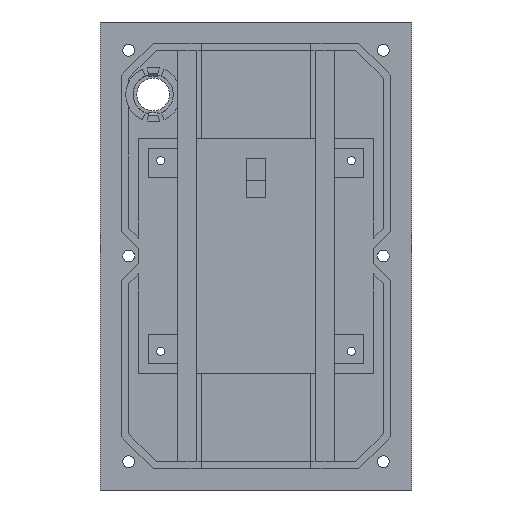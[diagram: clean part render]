
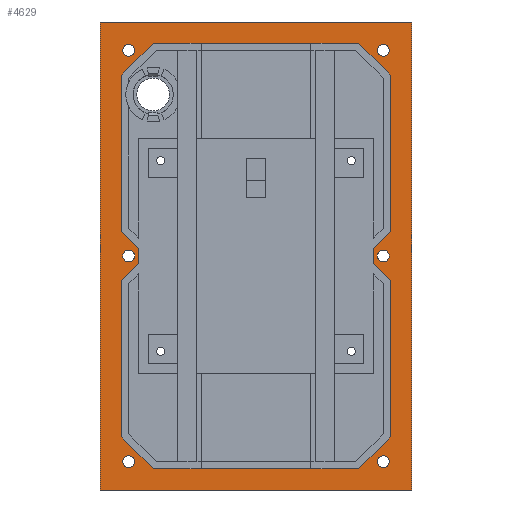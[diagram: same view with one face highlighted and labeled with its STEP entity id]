
A CAD part, front view. The second image highlights one B-rep face of the part: STEP entity #4629.
In plain terms, the highlighted planar face has unit normal (0, -1, 0).
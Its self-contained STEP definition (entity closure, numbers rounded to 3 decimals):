
#188=FACE_BOUND('',#1869,.T.);
#189=FACE_BOUND('',#1870,.T.);
#190=FACE_BOUND('',#1871,.T.);
#191=FACE_BOUND('',#1872,.T.);
#192=FACE_BOUND('',#1873,.T.);
#193=FACE_BOUND('',#1874,.T.);
#194=FACE_BOUND('',#1875,.T.);
#473=LINE('',#6650,#966);
#485=LINE('',#6674,#978);
#487=LINE('',#6678,#980);
#519=LINE('',#6736,#1012);
#528=LINE('',#6752,#1021);
#604=LINE('',#7626,#1097);
#639=LINE('',#7702,#1132);
#642=LINE('',#7708,#1135);
#645=LINE('',#7714,#1138);
#648=LINE('',#7718,#1141);
#675=LINE('',#7814,#1168);
#677=LINE('',#7817,#1170);
#678=LINE('',#7820,#1171);
#680=LINE('',#7824,#1173);
#683=LINE('',#7829,#1176);
#684=LINE('',#7832,#1177);
#686=LINE('',#7836,#1179);
#688=LINE('',#7839,#1181);
#689=LINE('',#7842,#1182);
#691=LINE('',#7845,#1184);
#966=VECTOR('',#5476,10.);
#978=VECTOR('',#5492,10.);
#980=VECTOR('',#5496,10.);
#1012=VECTOR('',#5544,10.);
#1021=VECTOR('',#5559,10.);
#1097=VECTOR('',#5685,10.);
#1132=VECTOR('',#5770,10.);
#1135=VECTOR('',#5775,10.);
#1138=VECTOR('',#5780,10.);
#1141=VECTOR('',#5785,10.);
#1168=VECTOR('',#5904,10.);
#1170=VECTOR('',#5908,10.);
#1171=VECTOR('',#5911,10.);
#1173=VECTOR('',#5915,10.);
#1176=VECTOR('',#5920,10.);
#1177=VECTOR('',#5923,10.);
#1179=VECTOR('',#5927,10.);
#1181=VECTOR('',#5931,10.);
#1182=VECTOR('',#5934,10.);
#1184=VECTOR('',#5938,10.);
#1368=PLANE('',#4945);
#1601=FACE_OUTER_BOUND('',#1868,.T.);
#1868=EDGE_LOOP('',(#4262,#4263,#4264,#4265));
#1869=EDGE_LOOP('',(#4266,#4267,#4268,#4269,#4270,#4271,#4272,#4273,#4274,
#4275,#4276,#4277,#4278,#4279,#4280,#4281));
#1870=EDGE_LOOP('',(#4282));
#1871=EDGE_LOOP('',(#4283));
#1872=EDGE_LOOP('',(#4284));
#1873=EDGE_LOOP('',(#4285));
#1874=EDGE_LOOP('',(#4286));
#1875=EDGE_LOOP('',(#4287));
#1958=CIRCLE('',#4904,1.2);
#1960=CIRCLE('',#4908,1.2);
#1962=CIRCLE('',#4912,1.2);
#1964=CIRCLE('',#4916,1.2);
#1966=CIRCLE('',#4920,1.2);
#1968=CIRCLE('',#4924,1.2);
#2200=VERTEX_POINT('',#6647);
#2201=VERTEX_POINT('',#6649);
#2210=VERTEX_POINT('',#6670);
#2211=VERTEX_POINT('',#6672);
#2212=VERTEX_POINT('',#6676);
#2230=VERTEX_POINT('',#6735);
#2234=VERTEX_POINT('',#6750);
#2334=VERTEX_POINT('',#7623);
#2335=VERTEX_POINT('',#7625);
#2350=VERTEX_POINT('',#7699);
#2351=VERTEX_POINT('',#7701);
#2353=VERTEX_POINT('',#7707);
#2355=VERTEX_POINT('',#7713);
#2367=VERTEX_POINT('',#7754);
#2369=VERTEX_POINT('',#7762);
#2371=VERTEX_POINT('',#7770);
#2373=VERTEX_POINT('',#7778);
#2375=VERTEX_POINT('',#7786);
#2377=VERTEX_POINT('',#7794);
#2378=VERTEX_POINT('',#7813);
#2379=VERTEX_POINT('',#7819);
#2380=VERTEX_POINT('',#7823);
#2381=VERTEX_POINT('',#7827);
#2382=VERTEX_POINT('',#7831);
#2383=VERTEX_POINT('',#7835);
#2384=VERTEX_POINT('',#7841);
#2702=EDGE_CURVE('',#2201,#2200,#473,.T.);
#2714=EDGE_CURVE('',#2210,#2211,#485,.T.);
#2716=EDGE_CURVE('',#2200,#2212,#487,.T.);
#2748=EDGE_CURVE('',#2230,#2210,#519,.T.);
#2757=EDGE_CURVE('',#2211,#2234,#528,.T.);
#2917=EDGE_CURVE('',#2335,#2334,#604,.T.);
#2952=EDGE_CURVE('',#2351,#2350,#639,.T.);
#2955=EDGE_CURVE('',#2353,#2351,#642,.T.);
#2958=EDGE_CURVE('',#2355,#2353,#645,.T.);
#2961=EDGE_CURVE('',#2350,#2355,#648,.T.);
#2980=EDGE_CURVE('',#2367,#2367,#1958,.T.);
#2984=EDGE_CURVE('',#2369,#2369,#1960,.T.);
#2988=EDGE_CURVE('',#2371,#2371,#1962,.T.);
#2992=EDGE_CURVE('',#2373,#2373,#1964,.T.);
#2996=EDGE_CURVE('',#2375,#2375,#1966,.T.);
#3000=EDGE_CURVE('',#2377,#2377,#1968,.T.);
#3006=EDGE_CURVE('',#2334,#2378,#675,.T.);
#3008=EDGE_CURVE('',#2378,#2230,#677,.T.);
#3009=EDGE_CURVE('',#2234,#2379,#678,.T.);
#3011=EDGE_CURVE('',#2379,#2380,#680,.T.);
#3014=EDGE_CURVE('',#2380,#2381,#683,.T.);
#3015=EDGE_CURVE('',#2381,#2382,#684,.T.);
#3017=EDGE_CURVE('',#2382,#2383,#686,.T.);
#3019=EDGE_CURVE('',#2383,#2201,#688,.T.);
#3020=EDGE_CURVE('',#2212,#2384,#689,.T.);
#3022=EDGE_CURVE('',#2384,#2335,#691,.T.);
#4262=ORIENTED_EDGE('',*,*,#2958,.T.);
#4263=ORIENTED_EDGE('',*,*,#2955,.T.);
#4264=ORIENTED_EDGE('',*,*,#2952,.T.);
#4265=ORIENTED_EDGE('',*,*,#2961,.T.);
#4266=ORIENTED_EDGE('',*,*,#2702,.T.);
#4267=ORIENTED_EDGE('',*,*,#2716,.T.);
#4268=ORIENTED_EDGE('',*,*,#3020,.T.);
#4269=ORIENTED_EDGE('',*,*,#3022,.T.);
#4270=ORIENTED_EDGE('',*,*,#2917,.T.);
#4271=ORIENTED_EDGE('',*,*,#3006,.T.);
#4272=ORIENTED_EDGE('',*,*,#3008,.T.);
#4273=ORIENTED_EDGE('',*,*,#2748,.T.);
#4274=ORIENTED_EDGE('',*,*,#2714,.T.);
#4275=ORIENTED_EDGE('',*,*,#2757,.T.);
#4276=ORIENTED_EDGE('',*,*,#3009,.T.);
#4277=ORIENTED_EDGE('',*,*,#3011,.T.);
#4278=ORIENTED_EDGE('',*,*,#3014,.T.);
#4279=ORIENTED_EDGE('',*,*,#3015,.T.);
#4280=ORIENTED_EDGE('',*,*,#3017,.T.);
#4281=ORIENTED_EDGE('',*,*,#3019,.T.);
#4282=ORIENTED_EDGE('',*,*,#2980,.T.);
#4283=ORIENTED_EDGE('',*,*,#2984,.T.);
#4284=ORIENTED_EDGE('',*,*,#2988,.T.);
#4285=ORIENTED_EDGE('',*,*,#2992,.T.);
#4286=ORIENTED_EDGE('',*,*,#2996,.T.);
#4287=ORIENTED_EDGE('',*,*,#3000,.T.);
#4629=ADVANCED_FACE('',(#1601,#188,#189,#190,#191,#192,#193,#194),#1368,
 .F.);
#4904=AXIS2_PLACEMENT_3D('',#7756,#5825,#5826);
#4908=AXIS2_PLACEMENT_3D('',#7764,#5835,#5836);
#4912=AXIS2_PLACEMENT_3D('',#7772,#5845,#5846);
#4916=AXIS2_PLACEMENT_3D('',#7780,#5855,#5856);
#4920=AXIS2_PLACEMENT_3D('',#7788,#5865,#5866);
#4924=AXIS2_PLACEMENT_3D('',#7796,#5875,#5876);
#4945=AXIS2_PLACEMENT_3D('',#7846,#5939,#5940);
#5476=DIRECTION('',(0.,0.,-1.));
#5492=DIRECTION('',(0.,0.,1.));
#5496=DIRECTION('',(0.707,0.,-0.707));
#5544=DIRECTION('',(0.707,0.,0.707));
#5559=DIRECTION('',(-0.707,0.,0.707));
#5685=DIRECTION('',(-1.,0.,0.));
#5770=DIRECTION('',(0.,0.,1.));
#5775=DIRECTION('',(1.,0.,0.));
#5780=DIRECTION('',(0.,0.,-1.));
#5785=DIRECTION('',(-1.,0.,0.));
#5825=DIRECTION('center_axis',(0.,1.,0.));
#5826=DIRECTION('ref_axis',(0.,0.,1.));
#5835=DIRECTION('center_axis',(0.,1.,0.));
#5836=DIRECTION('ref_axis',(0.,0.,1.));
#5845=DIRECTION('center_axis',(0.,1.,0.));
#5846=DIRECTION('ref_axis',(0.,0.,1.));
#5855=DIRECTION('center_axis',(0.,1.,0.));
#5856=DIRECTION('ref_axis',(0.,0.,1.));
#5865=DIRECTION('center_axis',(0.,1.,0.));
#5866=DIRECTION('ref_axis',(0.,0.,1.));
#5875=DIRECTION('center_axis',(0.,1.,0.));
#5876=DIRECTION('ref_axis',(0.,0.,1.));
#5904=DIRECTION('',(-0.707,0.,0.707));
#5908=DIRECTION('',(0.,0.,1.));
#5911=DIRECTION('',(0.,0.,1.));
#5915=DIRECTION('',(0.707,0.,0.707));
#5920=DIRECTION('',(1.,0.,0.));
#5923=DIRECTION('',(0.707,0.,-0.707));
#5927=DIRECTION('',(0.,0.,-1.));
#5931=DIRECTION('',(-0.707,0.,-0.707));
#5934=DIRECTION('',(0.,0.,-1.));
#5938=DIRECTION('',(-0.707,0.,-0.707));
#5939=DIRECTION('center_axis',(0.,1.,0.));
#5940=DIRECTION('ref_axis',(1.,0.,0.));
#6647=CARTESIAN_POINT('',(24.,0.,-1.536));
#6649=CARTESIAN_POINT('',(24.,0.,1.536));
#6650=CARTESIAN_POINT('',(24.,0.,-12.));
#6670=CARTESIAN_POINT('',(-24.,0.,-1.536));
#6672=CARTESIAN_POINT('',(-24.,0.,1.536));
#6674=CARTESIAN_POINT('',(-24.,0.,12.));
#6676=CARTESIAN_POINT('',(27.5,0.,-5.036));
#6678=CARTESIAN_POINT('',(19.366,0.,3.098));
#6735=CARTESIAN_POINT('',(-27.5,0.,-5.036));
#6736=CARTESIAN_POINT('',(-17.366,0.,5.098));
#6750=CARTESIAN_POINT('',(-27.5,0.,5.036));
#6752=CARTESIAN_POINT('',(-19.366,0.,-3.098));
#7623=CARTESIAN_POINT('',(-20.964,0.,-43.5));
#7625=CARTESIAN_POINT('',(20.964,0.,-43.5));
#7626=CARTESIAN_POINT('',(-10.482,0.,-43.5));
#7699=CARTESIAN_POINT('',(31.8,0.,47.8));
#7701=CARTESIAN_POINT('',(31.8,0.,-47.8));
#7702=CARTESIAN_POINT('',(31.8,0.,-23.9));
#7707=CARTESIAN_POINT('',(-31.8,0.,-47.8));
#7708=CARTESIAN_POINT('',(-15.9,0.,-47.8));
#7713=CARTESIAN_POINT('',(-31.8,0.,47.8));
#7714=CARTESIAN_POINT('',(-31.8,0.,23.9));
#7718=CARTESIAN_POINT('',(15.9,0.,47.8));
#7754=CARTESIAN_POINT('',(26.,0.,40.8));
#7756=CARTESIAN_POINT('Origin',(26.,0.,42.));
#7762=CARTESIAN_POINT('',(-26.,0.,-1.2));
#7764=CARTESIAN_POINT('Origin',(-26.,0.,0.));
#7770=CARTESIAN_POINT('',(26.,0.,-43.2));
#7772=CARTESIAN_POINT('Origin',(26.,0.,-42.));
#7778=CARTESIAN_POINT('',(-26.,0.,-43.2));
#7780=CARTESIAN_POINT('Origin',(-26.,0.,-42.));
#7786=CARTESIAN_POINT('',(26.,0.,-1.2));
#7788=CARTESIAN_POINT('Origin',(26.,0.,0.));
#7794=CARTESIAN_POINT('',(-26.,0.,40.8));
#7796=CARTESIAN_POINT('Origin',(-26.,0.,42.));
#7813=CARTESIAN_POINT('',(-27.5,0.,-36.964));
#7814=CARTESIAN_POINT('',(-29.866,0.,-34.598));
#7817=CARTESIAN_POINT('',(-27.5,0.,-2.518));
#7819=CARTESIAN_POINT('',(-27.5,0.,36.964));
#7820=CARTESIAN_POINT('',(-27.5,0.,18.482));
#7823=CARTESIAN_POINT('',(-20.964,0.,43.5));
#7824=CARTESIAN_POINT('',(-26.598,0.,37.866));
#7827=CARTESIAN_POINT('',(20.964,0.,43.5));
#7829=CARTESIAN_POINT('',(10.482,0.,43.5));
#7831=CARTESIAN_POINT('',(27.5,0.,36.964));
#7832=CARTESIAN_POINT('',(29.866,0.,34.598));
#7835=CARTESIAN_POINT('',(27.5,0.,5.036));
#7836=CARTESIAN_POINT('',(27.5,0.,2.518));
#7839=CARTESIAN_POINT('',(17.366,0.,-5.098));
#7841=CARTESIAN_POINT('',(27.5,0.,-36.964));
#7842=CARTESIAN_POINT('',(27.5,0.,-18.482));
#7845=CARTESIAN_POINT('',(26.598,0.,-37.866));
#7846=CARTESIAN_POINT('Origin',(0.,0.,0.));
